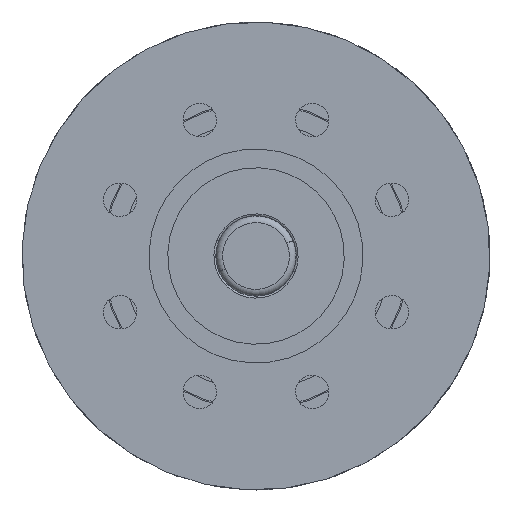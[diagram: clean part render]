
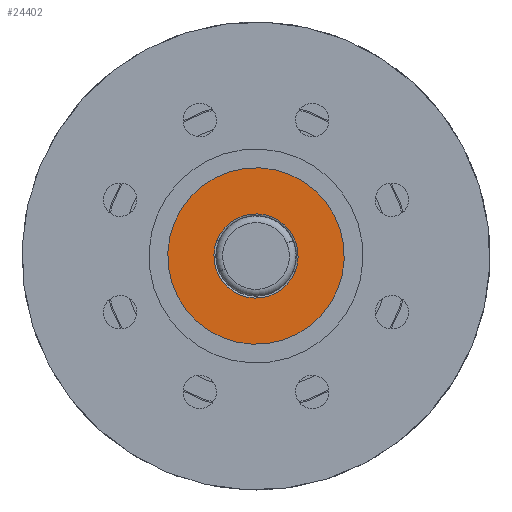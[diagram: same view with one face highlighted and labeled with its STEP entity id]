
A CAD part, left-side view. The second image highlights one B-rep face of the part: STEP entity #24402.
In plain terms, the highlighted planar face has unit normal (-1, 0, 0).
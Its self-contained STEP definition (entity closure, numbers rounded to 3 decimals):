
#735 = AXIS2_PLACEMENT_3D ( 'NONE', #97494, #90063, #29366 ) ;
#3491 = EDGE_CURVE ( 'NONE', #31461, #5802, #35455, .T. ) ;
#5802 = VERTEX_POINT ( 'NONE', #88553 ) ;
#9880 = EDGE_CURVE ( 'NONE', #44264, #87218, #32057, .T. ) ;
#11195 = DIRECTION ( 'NONE',  ( -1., 0., 0. ) ) ;
#11990 = DIRECTION ( 'NONE',  ( 0., -0.924, -0.383 ) ) ;
#13523 = ORIENTED_EDGE ( 'NONE', *, *, #45532, .T. ) ;
#14216 = FACE_BOUND ( 'NONE', #87355, .T. ) ;
#14682 = DIRECTION ( 'NONE',  ( 0., -0.924, -0.383 ) ) ;
#23953 = CIRCLE ( 'NONE', #31880, 7.35 ) ;
#24402 = ADVANCED_FACE ( 'NONE', ( #14216, #67848 ), #98203, .F. ) ;
#25950 = CARTESIAN_POINT ( 'NONE',  ( -1.2, 0., 0. ) ) ;
#27070 = EDGE_CURVE ( 'NONE', #5802, #31461, #23953, .T. ) ;
#29366 = DIRECTION ( 'NONE',  ( 0., -0.924, -0.383 ) ) ;
#30885 = CIRCLE ( 'NONE', #735, 3.15 ) ;
#31461 = VERTEX_POINT ( 'NONE', #32630 ) ;
#31880 = AXIS2_PLACEMENT_3D ( 'NONE', #42452, #11195, #88231 ) ;
#32057 = CIRCLE ( 'NONE', #44731, 3.15 ) ;
#32630 = CARTESIAN_POINT ( 'NONE',  ( -1.2, 6.791, 2.813 ) ) ;
#35455 = CIRCLE ( 'NONE', #38663, 7.35 ) ;
#37358 = ORIENTED_EDGE ( 'NONE', *, *, #27070, .T. ) ;
#38663 = AXIS2_PLACEMENT_3D ( 'NONE', #98184, #82786, #14682 ) ;
#42360 = CARTESIAN_POINT ( 'NONE',  ( -1.2, 2.91, 1.205 ) ) ;
#42452 = CARTESIAN_POINT ( 'NONE',  ( -1.2, 0., 0. ) ) ;
#44264 = VERTEX_POINT ( 'NONE', #53202 ) ;
#44480 = DIRECTION ( 'NONE',  ( 0., -0.924, -0.383 ) ) ;
#44731 = AXIS2_PLACEMENT_3D ( 'NONE', #25950, #58179, #11990 ) ;
#45532 = EDGE_CURVE ( 'NONE', #87218, #44264, #30885, .T. ) ;
#53202 = CARTESIAN_POINT ( 'NONE',  ( -1.2, -2.91, -1.205 ) ) ;
#54525 = EDGE_LOOP ( 'NONE', ( #37358, #80539 ) ) ;
#57922 = CARTESIAN_POINT ( 'NONE',  ( -1.2, 0., 0. ) ) ;
#58179 = DIRECTION ( 'NONE',  ( 1., 0., 0. ) ) ;
#67848 = FACE_OUTER_BOUND ( 'NONE', #54525, .T. ) ;
#69504 = AXIS2_PLACEMENT_3D ( 'NONE', #57922, #88305, #44480 ) ;
#80539 = ORIENTED_EDGE ( 'NONE', *, *, #3491, .T. ) ;
#82786 = DIRECTION ( 'NONE',  ( -1., 0., 0. ) ) ;
#84084 = ORIENTED_EDGE ( 'NONE', *, *, #9880, .T. ) ;
#87218 = VERTEX_POINT ( 'NONE', #42360 ) ;
#87355 = EDGE_LOOP ( 'NONE', ( #84084, #13523 ) ) ;
#88231 = DIRECTION ( 'NONE',  ( 0., -0.924, -0.383 ) ) ;
#88305 = DIRECTION ( 'NONE',  ( 1., 0., 0. ) ) ;
#88553 = CARTESIAN_POINT ( 'NONE',  ( -1.2, -6.791, -2.813 ) ) ;
#90063 = DIRECTION ( 'NONE',  ( 1., 0., 0. ) ) ;
#97494 = CARTESIAN_POINT ( 'NONE',  ( -1.2, 0., 0. ) ) ;
#98184 = CARTESIAN_POINT ( 'NONE',  ( -1.2, 0., 0. ) ) ;
#98203 = PLANE ( 'NONE',  #69504 ) ;
